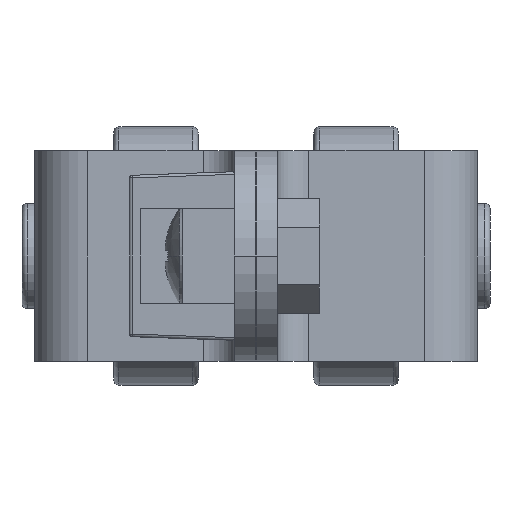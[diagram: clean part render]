
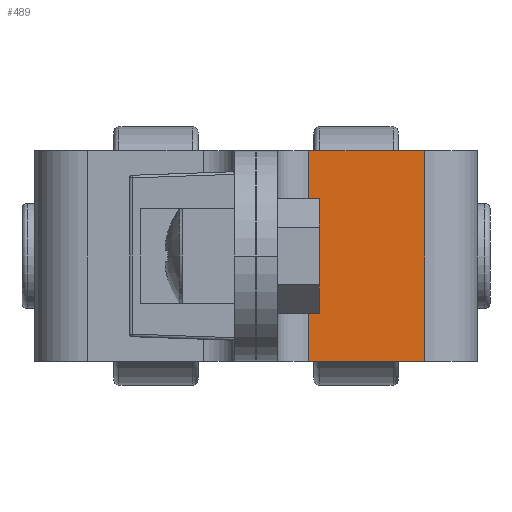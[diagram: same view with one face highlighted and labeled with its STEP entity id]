
A CAD part, front view. The second image highlights one B-rep face of the part: STEP entity #489.
In plain terms, the highlighted planar face has unit normal (0, -1, 0).
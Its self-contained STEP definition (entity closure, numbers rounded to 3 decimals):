
#141 = EDGE_CURVE ( 'NONE', #8741, #8941, #5240, .T. ) ;
#172 = LINE ( 'NONE', #4749, #8824 ) ;
#398 = CARTESIAN_POINT ( 'NONE',  ( 16., 33.5, 10. ) ) ;
#489 = ADVANCED_FACE ( 'NONE', ( #6854 ), #6376, .F. ) ;
#691 = EDGE_CURVE ( 'NONE', #8741, #2729, #172, .T. ) ;
#1362 = AXIS2_PLACEMENT_3D ( 'NONE', #7078, #2185, #8484 ) ;
#1800 = VECTOR ( 'NONE', #4990, 1000. ) ;
#2054 = EDGE_CURVE ( 'NONE', #2729, #5337, #4795, .T. ) ;
#2131 = ORIENTED_EDGE ( 'NONE', *, *, #691, .T. ) ;
#2185 = DIRECTION ( 'NONE',  ( 0., 1., 0. ) ) ;
#2355 = CARTESIAN_POINT ( 'NONE',  ( 0., 33.5, 10. ) ) ;
#2729 = VERTEX_POINT ( 'NONE', #5677 ) ;
#3154 = EDGE_LOOP ( 'NONE', ( #7628, #2131, #6547, #8441 ) ) ;
#3566 = DIRECTION ( 'NONE',  ( 1., 0., 0. ) ) ;
#3666 = LINE ( 'NONE', #4361, #1800 ) ;
#4361 = CARTESIAN_POINT ( 'NONE',  ( 16., 33.5, -10. ) ) ;
#4749 = CARTESIAN_POINT ( 'NONE',  ( 5., 33.5, 10. ) ) ;
#4795 = LINE ( 'NONE', #6311, #6859 ) ;
#4990 = DIRECTION ( 'NONE',  ( 0., 0., 1. ) ) ;
#5240 = LINE ( 'NONE', #2355, #6652 ) ;
#5254 = DIRECTION ( 'NONE',  ( 1., 0., 0. ) ) ;
#5337 = VERTEX_POINT ( 'NONE', #8826 ) ;
#5677 = CARTESIAN_POINT ( 'NONE',  ( 5., 33.5, -10. ) ) ;
#6311 = CARTESIAN_POINT ( 'NONE',  ( 0., 33.5, -10. ) ) ;
#6376 = PLANE ( 'NONE',  #1362 ) ;
#6547 = ORIENTED_EDGE ( 'NONE', *, *, #2054, .T. ) ;
#6652 = VECTOR ( 'NONE', #5254, 1000. ) ;
#6854 = FACE_OUTER_BOUND ( 'NONE', #3154, .T. ) ;
#6859 = VECTOR ( 'NONE', #3566, 1000. ) ;
#7078 = CARTESIAN_POINT ( 'NONE',  ( 0., 33.5, 10. ) ) ;
#7515 = EDGE_CURVE ( 'NONE', #5337, #8941, #3666, .T. ) ;
#7628 = ORIENTED_EDGE ( 'NONE', *, *, #141, .F. ) ;
#7701 = CARTESIAN_POINT ( 'NONE',  ( 5., 33.5, 10. ) ) ;
#8158 = DIRECTION ( 'NONE',  ( 0., 0., -1. ) ) ;
#8441 = ORIENTED_EDGE ( 'NONE', *, *, #7515, .T. ) ;
#8484 = DIRECTION ( 'NONE',  ( 0., 0., 1. ) ) ;
#8741 = VERTEX_POINT ( 'NONE', #7701 ) ;
#8824 = VECTOR ( 'NONE', #8158, 1000. ) ;
#8826 = CARTESIAN_POINT ( 'NONE',  ( 16., 33.5, -10. ) ) ;
#8941 = VERTEX_POINT ( 'NONE', #398 ) ;
